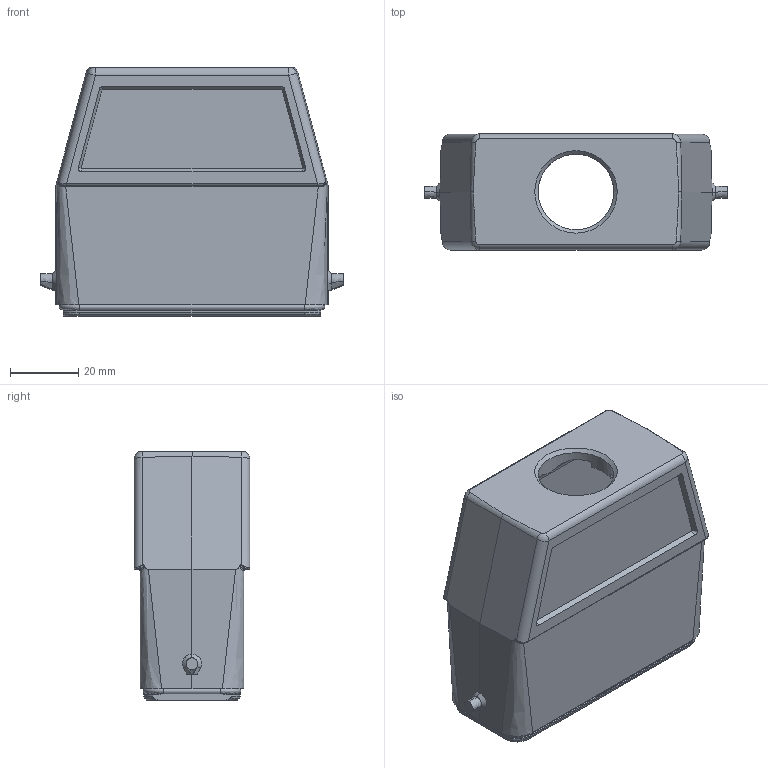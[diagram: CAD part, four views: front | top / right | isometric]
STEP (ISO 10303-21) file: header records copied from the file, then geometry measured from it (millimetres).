
FILE_DESCRIPTION(/* description */ (''),/* implementation_level */ '2;1');
FILE_NAME(/* name */ '100768643ugm000_a.stp',/* time_stamp */ '2018-05-22T11:25:43+02:00',/* author */ (''),/* organization */ (''),/* preprocessor_version */ 'ST-DEVELOPER v16.7',/* originating_system */ 'SIEMENS PLM Software NX 12.0',/* authorisation */ '');
FILE_SCHEMA (('AUTOMOTIVE_DESIGN { 1 0 10303 214 3 1 1 1 }'));
Length unit declared in the file: millimetre
Products named in the file (1): 100768643ugm000_a
Bounding box: 88.9 x 34 x 72.95 mm (x, y, z)
Volume: 61871.1 mm3; surface area: 33056.7 mm2
Topology: 1 solids, 1 shells, 382 faces, 987 edges, 621 vertices
Faces by surface type: plane 199, bspline 88, cylinder 82, cone 9, sphere 4
Full cylindrical faces by diameter (mm): 1.52 x1, 1.68 x1, 3 x4, 22.2 x1
Entity records: 16186 total; most frequent: CARTESIAN_POINT 4885, ORIENTED_EDGE 1920, DIRECTION 1548, EDGE_CURVE 960, VERTEX_POINT 610, LINE 582, VECTOR 582, AXIS2_PLACEMENT_3D 483
